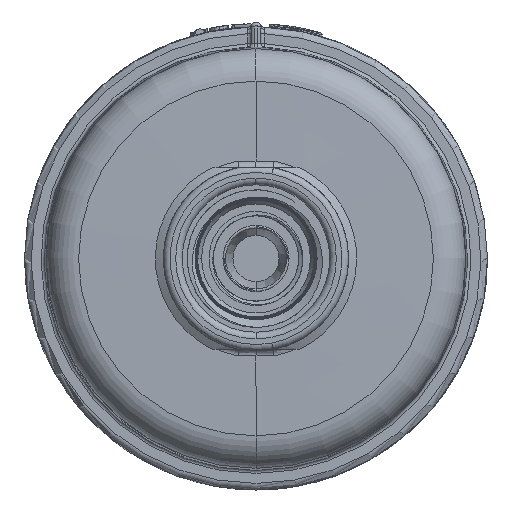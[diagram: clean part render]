
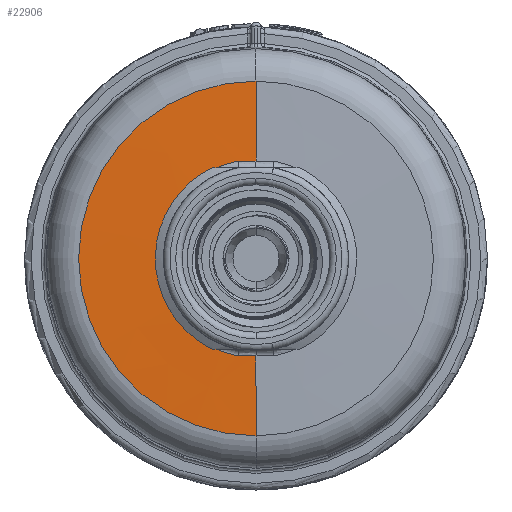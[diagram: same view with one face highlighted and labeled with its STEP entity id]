
A CAD part, front view. The second image highlights one B-rep face of the part: STEP entity #22906.
In plain terms, the highlighted conical face has half-angle 89 degrees and reference radius 20.773 mm.
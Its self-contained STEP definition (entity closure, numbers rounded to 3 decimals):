
#5594=CARTESIAN_POINT('',(0.,-32.295,
14.733));
#5596=DIRECTION('',(0.,0.017,1.));
#5597=VECTOR('',#5596,12.083);
#5598=CARTESIAN_POINT('',(0.,-32.295,
14.733));
#5599=LINE('',#5598,#5597);
#5605=DIRECTION('',(0.,0.017,-1.));
#5606=VECTOR('',#5605,12.083);
#5607=CARTESIAN_POINT('',(0.,-32.295,
-14.733));
#5608=LINE('',#5607,#5606);
#5609=CARTESIAN_POINT('',(0.,-32.295,
-14.733));
#7127=CARTESIAN_POINT('',(0.,-32.291,0.));
#7128=DIRECTION('',(0.,1.,0.));
#7129=DIRECTION('',(-0.182,0.,-0.983));
#7130=AXIS2_PLACEMENT_3D('',#7127,#7128,#7129);
#7146=CARTESIAN_POINT('',(-2.724,-32.291,
-14.733));
#7147=CARTESIAN_POINT('',(-2.423,-32.292,
-14.733));
#7148=CARTESIAN_POINT('',(-1.823,-32.293,
-14.733));
#7149=CARTESIAN_POINT('',(-0.916,-32.295,
-14.733));
#7150=CARTESIAN_POINT('',(-0.307,-32.295,
-14.733));
#7151=CARTESIAN_POINT('',(0.,-32.295,
-14.733));
#7153=CARTESIAN_POINT('',(0.,-32.084,0.));
#7154=DIRECTION('',(0.,1.,0.));
#7155=DIRECTION('',(0.,0.,-1.));
#7156=AXIS2_PLACEMENT_3D('',#7153,#7154,#7155);
#7158=CARTESIAN_POINT('',(0.,-32.295,
14.733));
#7159=CARTESIAN_POINT('',(-0.303,-32.295,
14.733));
#7160=CARTESIAN_POINT('',(-0.908,-32.295,
14.733));
#7161=CARTESIAN_POINT('',(-1.822,-32.293,
14.733));
#7162=CARTESIAN_POINT('',(-2.423,-32.292,
14.733));
#7163=CARTESIAN_POINT('',(-2.724,-32.291,
14.733));
#11163=CARTESIAN_POINT('',(0.,-32.084,-26.814));
#11164=CARTESIAN_POINT('',(0.,-32.084,26.814));
#11165=VERTEX_POINT('',#11163);
#11166=VERTEX_POINT('',#11164);
#11386=VERTEX_POINT('',#5609);
#11389=VERTEX_POINT('',#7146);
#11392=VERTEX_POINT('',#5594);
#11393=VERTEX_POINT('',#7163);
#22892=CARTESIAN_POINT('',(0.,-32.19,0.));
#22893=DIRECTION('',(0.,1.,0.));
#22894=DIRECTION('',(0.,0.,-1.));
#22895=AXIS2_PLACEMENT_3D('',#22892,#22893,#22894);
#22896=CONICAL_SURFACE('',#22895,20.773,89.);
#22897=ORIENTED_EDGE('',*,*,#22850,.T.);
#22898=ORIENTED_EDGE('',*,*,#20720,.T.);
#22899=ORIENTED_EDGE('',*,*,#20688,.T.);
#22900=ORIENTED_EDGE('',*,*,#20717,.F.);
#22902=ORIENTED_EDGE('',*,*,#22901,.T.);
#22903=ORIENTED_EDGE('',*,*,#22815,.F.);
#22904=EDGE_LOOP('',(#22897,#22898,#22899,#22900,#22902,#22903));
#22905=FACE_OUTER_BOUND('',#22904,.F.);
#22906=ADVANCED_FACE('',(#22905),#22896,.T.);
#7131=CIRCLE('',#7130,14.983);
#7152=B_SPLINE_CURVE_WITH_KNOTS('',3,(#7146,#7147,#7148,#7149,#7150,#7151),
.UNSPECIFIED.,.F.,.F.,(4,1,1,4),(0.,0.333,0.667,1.),
.UNSPECIFIED.);
#7157=CIRCLE('',#7156,26.814);
#7164=B_SPLINE_CURVE_WITH_KNOTS('',3,(#7158,#7159,#7160,#7161,#7162,#7163),
.UNSPECIFIED.,.F.,.F.,(4,1,1,4),(0.,0.333,0.667,1.),
.UNSPECIFIED.);
#20688=EDGE_CURVE('',#11165,#11166,#7157,.T.);
#20717=EDGE_CURVE('',#11392,#11166,#5599,.T.);
#20720=EDGE_CURVE('',#11386,#11165,#5608,.T.);
#22815=EDGE_CURVE('',#11389,#11393,#7131,.T.);
#22850=EDGE_CURVE('',#11389,#11386,#7152,.T.);
#22901=EDGE_CURVE('',#11392,#11393,#7164,.T.);
